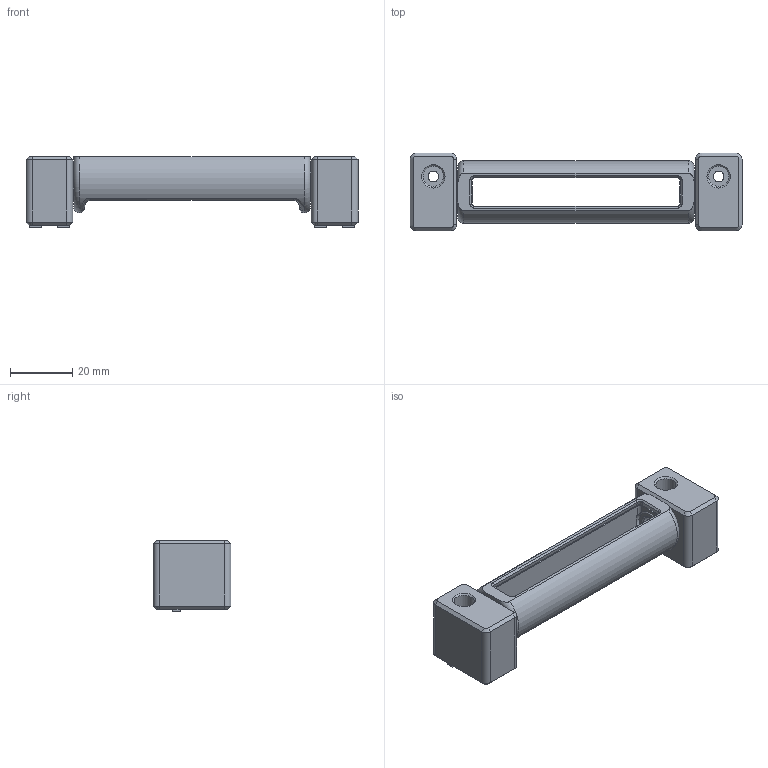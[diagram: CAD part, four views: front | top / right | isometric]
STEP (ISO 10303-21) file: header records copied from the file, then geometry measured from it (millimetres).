
FILE_DESCRIPTION(/* description */ ('STEP AP242','CAx-IF Rec.Pracs.---Representation and Presentation of Product Manufacturing Information (PMI)---4.0---2014-10-13','CAx-IF Rec.Pracs.---3D Tessellated Geometry---0.4---2014-09-14','2;1'),/* implementation_level */ '2;1');
FILE_NAME(/* name */ '65d53887f1554e7ac384482a',/* time_stamp */ '2024-02-20T23:40:56Z',/* author */ (''),/* organization */ (''),/* preprocessor_version */ 'ST-DEVELOPER v19.4',/* originating_system */ ' ',/* authorisation */ ' ');
FILE_SCHEMA (('AP242_MANAGED_MODEL_BASED_3D_ENGINEERING_MIM_LF { 1 0 10303 442 1 1 4 }'));
Length unit declared in the file: metre
Products named in the file (3): Part 3; Angry_CAM_Top_Mount v15; Part 1
Bounding box: 106.6 x 25 x 22.7 mm (x, y, z)
Volume: 24090.6 mm3; surface area: 12497.7 mm2
Topology: 3 solids, 3 shells, 172 faces, 422 edges, 258 vertices
Faces by surface type: plane 82, cylinder 36, cone 30, torus 16, bspline 8
Full cylindrical faces by diameter (mm): 3.4 x2, 6 x2, 6.5 x2, 10 x2, 10.3 x2
Entity records: 5574 total; most frequent: CARTESIAN_POINT 1636, DIRECTION 794, ORIENTED_EDGE 772, EDGE_CURVE 386, AXIS2_PLACEMENT_3D 285, VERTEX_POINT 246, LINE 224, VECTOR 224
